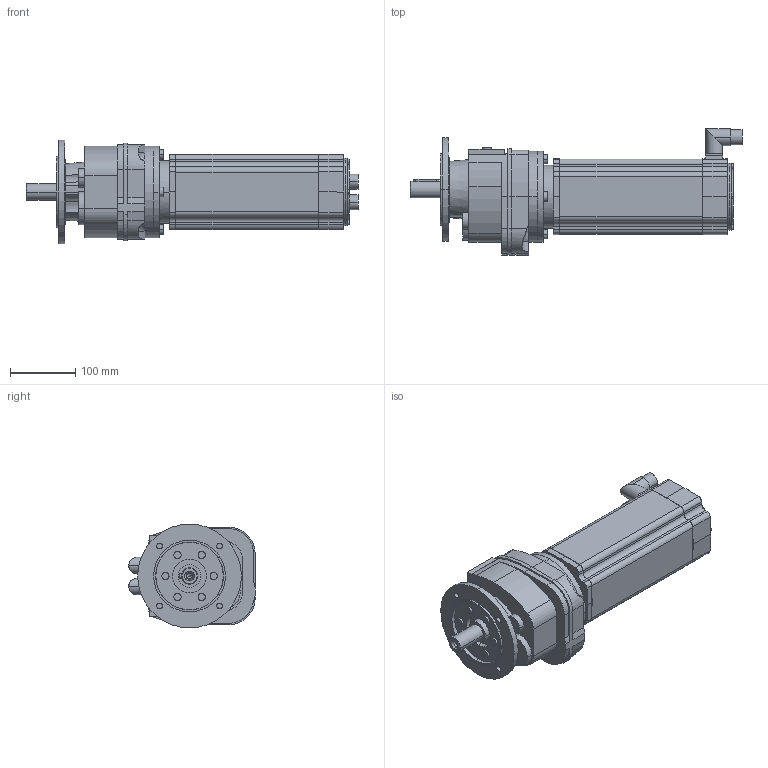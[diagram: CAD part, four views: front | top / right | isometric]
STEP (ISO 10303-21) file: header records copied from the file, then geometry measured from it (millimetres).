
FILE_DESCRIPTION(('STEP AP214'),'1');
FILE_NAME('G22C TA43 V30 ER TW 2018-11-22.stp','2012-06-12T07:57:53',(' '),('KEB'),' ','KEB-DRIVE',' ');
FILE_SCHEMA(('AUTOMOTIVE_DESIGN { 1 0 10303 214 1 1 1 1 }'));
Length unit declared in the file: millimetre
Products named in the file (9): g2b; w2_we_25x50; c2_160; c42; ta43; ta5w; nta4; nta4_er; G22C TA43 V30 ER TW
Assembly tree (8 placements, depth 2):
  G22C TA43 V30 ER TW
    g2b
    w2_we_25x50
    c2_160
    c42
    ta43
    ta5w
    nta4
    nta4_er
Bounding box: 508.75 x 193.5 x 158.95 mm (x, y, z)
Volume: 5916135.1 mm3; surface area: 406979.2 mm2
Topology: 8 solids, 8 shells, 312 faces, 785 edges, 518 vertices
Faces by surface type: plane 146, cylinder 142, cone 22, torus 2
Entity records: 10134 total; most frequent: CARTESIAN_POINT 2569, ORIENTED_EDGE 1566, DIRECTION 1484, EDGE_CURVE 783, AXIS2_PLACEMENT_3D 529, VERTEX_POINT 518, VECTOR 426, LINE 426
